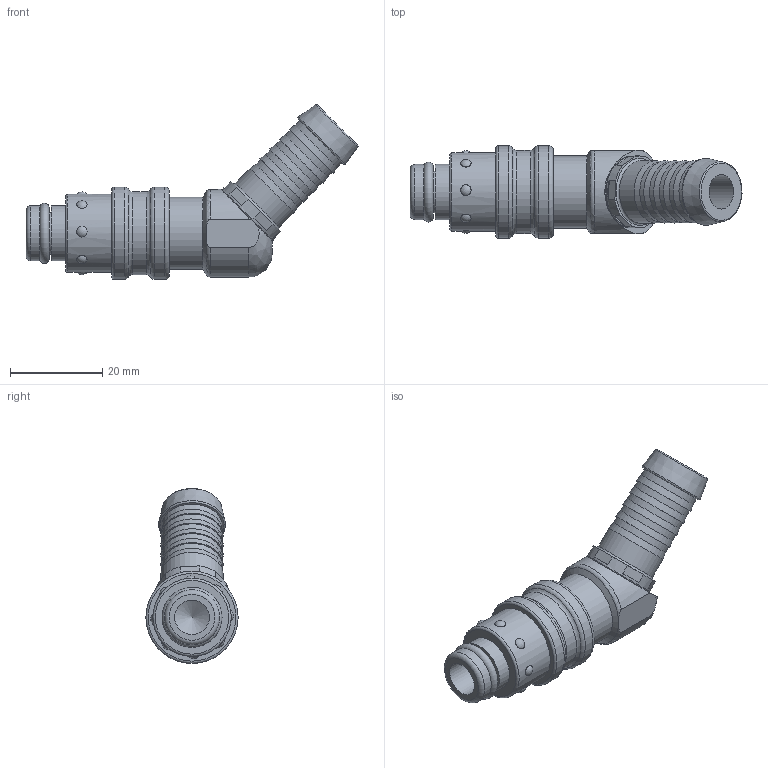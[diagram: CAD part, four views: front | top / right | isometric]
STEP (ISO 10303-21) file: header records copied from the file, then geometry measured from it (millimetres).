
FILE_DESCRIPTION(/* description */ (''),/* implementation_level */ '2;1');
FILE_NAME(/* name */ 'ESR 13TL-45-U.stp',/* time_stamp */ '2025-04-28T07:00:22+02:00',/* author */ ('ertl'),/* organization */ (''),/* preprocessor_version */ 'ST-DEVELOPER v20',/* originating_system */ 'Autodesk Inventor 2025',/* authorisation */ '0 mm^3');
FILE_SCHEMA (('AUTOMOTIVE_DESIGN { 1 0 10303 214 3 1 1 }'));
Length unit declared in the file: millimetre
Products named in the file (1): ESR 13TL-45-U
Bounding box: 71.91 x 20 x 37.9 mm (x, y, z)
Volume: 14638 mm3; surface area: 5292 mm2
Topology: 2 solids, 2 shells, 86 faces, 182 edges, 118 vertices
Faces by surface type: plane 30, cylinder 20, torus 16, cone 9, sphere 8, bspline 3
Full cylindrical faces by diameter (mm): 7.5 x2, 9 x2, 11.95 x2, 13 x5, 13.5 x1, 15.6 x2, 16.95 x1, 18 x1, 20 x2
Entity records: 2857 total; most frequent: CARTESIAN_POINT 811, DIRECTION 425, ORIENTED_EDGE 360, AXIS2_PLACEMENT_3D 183, EDGE_CURVE 180, VERTEX_POINT 118, EDGE_LOOP 108, CIRCLE 98
